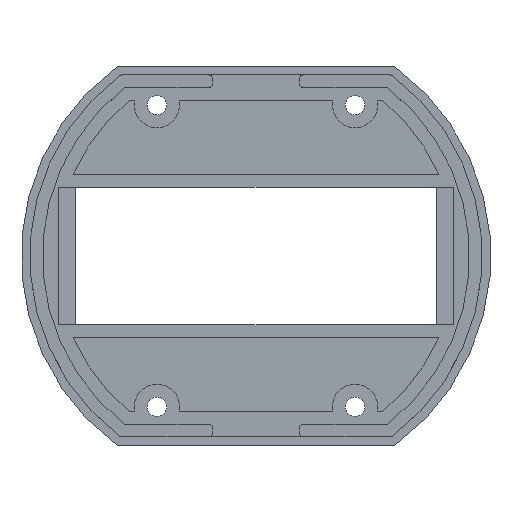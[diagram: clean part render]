
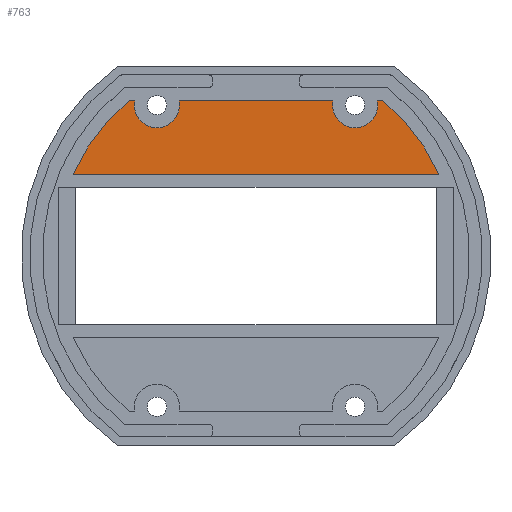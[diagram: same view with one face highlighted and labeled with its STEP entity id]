
A CAD part, top view. The second image highlights one B-rep face of the part: STEP entity #763.
In plain terms, the highlighted face is planar.
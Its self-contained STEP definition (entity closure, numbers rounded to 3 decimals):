
#27 = VERTEX_POINT ( 'NONE', #635 ) ;
#65 = EDGE_CURVE ( 'NONE', #1856, #27, #1695, .T. ) ;
#88 = VECTOR ( 'NONE', #1840, 1000. ) ;
#102 = VERTEX_POINT ( 'NONE', #2052 ) ;
#206 = VECTOR ( 'NONE', #994, 1000. ) ;
#212 = CARTESIAN_POINT ( 'NONE',  ( 29.432, 0., 36. ) ) ;
#306 = EDGE_CURVE ( 'NONE', #1586, #440, #1246, .T. ) ;
#390 = FACE_OUTER_BOUND ( 'NONE', #1389, .T. ) ;
#401 = CARTESIAN_POINT ( 'NONE',  ( 0., 0., 0. ) ) ;
#440 = VERTEX_POINT ( 'NONE', #2261 ) ;
#487 = VERTEX_POINT ( 'NONE', #1685 ) ;
#535 = VERTEX_POINT ( 'NONE', #2495 ) ;
#543 = EDGE_CURVE ( 'NONE', #2467, #102, #1089, .T. ) ;
#545 = DIRECTION ( 'NONE',  ( 0., 1., 0. ) ) ;
#548 = VECTOR ( 'NONE', #700, 1000. ) ;
#605 = DIRECTION ( 'NONE',  ( 0., 0., -1. ) ) ;
#625 = DIRECTION ( 'NONE',  ( 0., 0., 1. ) ) ;
#635 = CARTESIAN_POINT ( 'NONE',  ( -29.432, 0., 36. ) ) ;
#660 = CARTESIAN_POINT ( 'NONE',  ( -23., 0., 35. ) ) ;
#672 = ORIENTED_EDGE ( 'NONE', *, *, #1031, .T. ) ;
#700 = DIRECTION ( 'NONE',  ( -1., 0., 0. ) ) ;
#763 = ADVANCED_FACE ( 'NONE', ( #390 ), #2138, .F. ) ;
#856 = DIRECTION ( 'NONE',  ( 0., 0., 1. ) ) ;
#975 = CARTESIAN_POINT ( 'NONE',  ( 0., 0., 0. ) ) ;
#994 = DIRECTION ( 'NONE',  ( -1., 0., 0. ) ) ;
#1002 = CARTESIAN_POINT ( 'NONE',  ( 29.432, 0., 36. ) ) ;
#1031 = EDGE_CURVE ( 'NONE', #487, #440, #2268, .T. ) ;
#1045 = CARTESIAN_POINT ( 'NONE',  ( 29.432, 0., 36. ) ) ;
#1089 = LINE ( 'NONE', #2291, #548 ) ;
#1112 = LINE ( 'NONE', #212, #1645 ) ;
#1118 = ORIENTED_EDGE ( 'NONE', *, *, #2053, .T. ) ;
#1164 = AXIS2_PLACEMENT_3D ( 'NONE', #975, #2362, #1180 ) ;
#1166 = CIRCLE ( 'NONE', #1480, 46.5 ) ;
#1180 = DIRECTION ( 'NONE',  ( 0., 0., -1. ) ) ;
#1187 = EDGE_CURVE ( 'NONE', #1856, #535, #1443, .T. ) ;
#1246 = CIRCLE ( 'NONE', #2108, 5.248 ) ;
#1351 = CARTESIAN_POINT ( 'NONE',  ( 0., 0., 0. ) ) ;
#1389 = EDGE_LOOP ( 'NONE', ( #1991, #1834, #672, #2532, #1118, #1817, #1576, #2347 ) ) ;
#1443 = CIRCLE ( 'NONE', #2192, 5.248 ) ;
#1480 = AXIS2_PLACEMENT_3D ( 'NONE', #401, #1805, #605 ) ;
#1481 = AXIS2_PLACEMENT_3D ( 'NONE', #1351, #545, #1946 ) ;
#1552 = EDGE_CURVE ( 'NONE', #27, #102, #2252, .T. ) ;
#1576 = ORIENTED_EDGE ( 'NONE', *, *, #65, .T. ) ;
#1582 = CARTESIAN_POINT ( 'NONE',  ( 42.463, 0., 18.95 ) ) ;
#1586 = VERTEX_POINT ( 'NONE', #2179 ) ;
#1645 = VECTOR ( 'NONE', #2394, 1000. ) ;
#1685 = CARTESIAN_POINT ( 'NONE',  ( 29.432, 0., 36. ) ) ;
#1695 = LINE ( 'NONE', #1045, #88 ) ;
#1730 = CARTESIAN_POINT ( 'NONE',  ( 23., 0., 35. ) ) ;
#1805 = DIRECTION ( 'NONE',  ( 0., -1., 0. ) ) ;
#1817 = ORIENTED_EDGE ( 'NONE', *, *, #1187, .F. ) ;
#1827 = DIRECTION ( 'NONE',  ( 0., -1., 0. ) ) ;
#1834 = ORIENTED_EDGE ( 'NONE', *, *, #2020, .T. ) ;
#1840 = DIRECTION ( 'NONE',  ( -1., 0., 0. ) ) ;
#1856 = VERTEX_POINT ( 'NONE', #2069 ) ;
#1946 = DIRECTION ( 'NONE',  ( 0., 0., 1. ) ) ;
#1991 = ORIENTED_EDGE ( 'NONE', *, *, #543, .F. ) ;
#2020 = EDGE_CURVE ( 'NONE', #2467, #487, #1166, .T. ) ;
#2052 = CARTESIAN_POINT ( 'NONE',  ( -42.463, 0., 18.95 ) ) ;
#2053 = EDGE_CURVE ( 'NONE', #1586, #535, #1112, .T. ) ;
#2063 = DIRECTION ( 'NONE',  ( 0., -1., 0. ) ) ;
#2069 = CARTESIAN_POINT ( 'NONE',  ( -28.152, 0., 36. ) ) ;
#2108 = AXIS2_PLACEMENT_3D ( 'NONE', #1730, #1827, #625 ) ;
#2138 = PLANE ( 'NONE',  #1481 ) ;
#2179 = CARTESIAN_POINT ( 'NONE',  ( 17.848, 0., 36. ) ) ;
#2192 = AXIS2_PLACEMENT_3D ( 'NONE', #660, #2063, #856 ) ;
#2252 = CIRCLE ( 'NONE', #1164, 46.5 ) ;
#2261 = CARTESIAN_POINT ( 'NONE',  ( 28.152, 0., 36. ) ) ;
#2268 = LINE ( 'NONE', #1002, #206 ) ;
#2291 = CARTESIAN_POINT ( 'NONE',  ( 48.825, 0., 18.95 ) ) ;
#2347 = ORIENTED_EDGE ( 'NONE', *, *, #1552, .T. ) ;
#2362 = DIRECTION ( 'NONE',  ( 0., -1., 0. ) ) ;
#2394 = DIRECTION ( 'NONE',  ( -1., 0., 0. ) ) ;
#2467 = VERTEX_POINT ( 'NONE', #1582 ) ;
#2495 = CARTESIAN_POINT ( 'NONE',  ( -17.848, 0., 36. ) ) ;
#2532 = ORIENTED_EDGE ( 'NONE', *, *, #306, .F. ) ;
